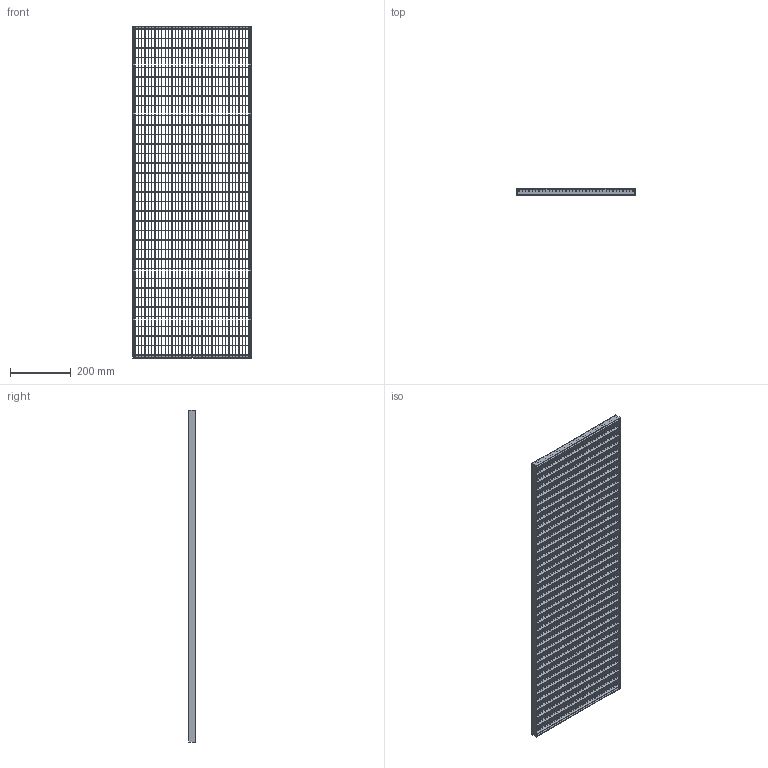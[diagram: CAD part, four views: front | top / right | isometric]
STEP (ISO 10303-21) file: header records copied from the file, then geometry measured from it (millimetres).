
FILE_DESCRIPTION (( 'STEP AP203' ), '1' );
FILE_NAME ('23-391093120-7.step', '2015-08-26T22:53:56', ( '' ), ( '' ), 'SwSTEP 2.0', 'SolidWorks 2015', '' );
FILE_SCHEMA (( 'CONFIG_CONTROL_DESIGN' ));
Length unit declared in the file: millimetre
Products named in the file (1): 23-391093120-7
Bounding box: 390 x 20 x 1090 mm (x, y, z)
Volume: 916002 mm3; surface area: 1498726 mm2
Topology: 1 solids, 1 shells, 4144 faces, 15984 edges, 10652 vertices
Faces by surface type: plane 4144
Entity records: 168949 total; most frequent: ORIENTED_EDGE 31968, CARTESIAN_POINT 30793, DIRECTION 24270, EDGE_CURVE 15984, LINE 15980, VECTOR 15980, VERTEX_POINT 10652, EDGE_LOOP 5402
